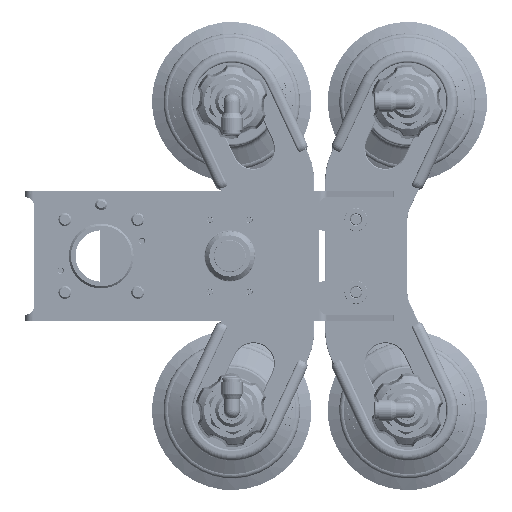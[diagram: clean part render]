
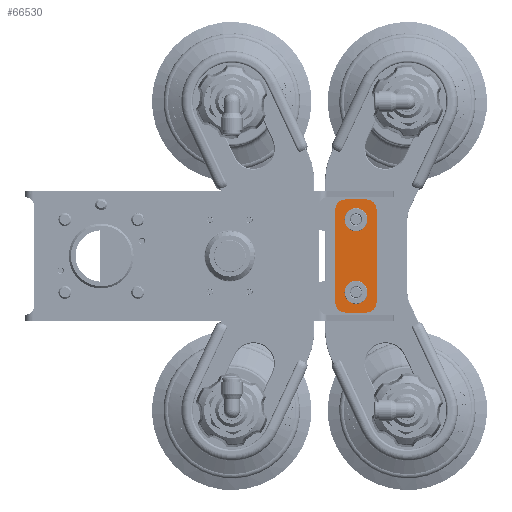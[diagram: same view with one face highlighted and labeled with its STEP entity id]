
A CAD part, front view. The second image highlights one B-rep face of the part: STEP entity #66530.
In plain terms, the highlighted face is planar.
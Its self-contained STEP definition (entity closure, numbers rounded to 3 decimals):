
#616 = VECTOR ( 'NONE', #12010, 1000. ) ;
#2957 = FACE_BOUND ( 'NONE', #53679, .T. ) ;
#3083 = VERTEX_POINT ( 'NONE', #65922 ) ;
#3179 = ORIENTED_EDGE ( 'NONE', *, *, #11271, .T. ) ;
#3717 = DIRECTION ( 'NONE',  ( 0., 0., -1. ) ) ;
#3740 = VERTEX_POINT ( 'NONE', #51830 ) ;
#4200 = VERTEX_POINT ( 'NONE', #64520 ) ;
#4517 = ORIENTED_EDGE ( 'NONE', *, *, #42767, .T. ) ;
#4878 = ORIENTED_EDGE ( 'NONE', *, *, #48080, .T. ) ;
#4881 = ORIENTED_EDGE ( 'NONE', *, *, #16234, .T. ) ;
#5787 = CARTESIAN_POINT ( 'NONE',  ( -17.678, 0., 3.175 ) ) ;
#5837 = CARTESIAN_POINT ( 'NONE',  ( 27.5, 5., 3.175 ) ) ;
#5839 = VERTEX_POINT ( 'NONE', #65850 ) ;
#5902 = DIRECTION ( 'NONE',  ( 0., 0., 1. ) ) ;
#6095 = EDGE_CURVE ( 'NONE', #14034, #69902, #52970, .T. ) ;
#6335 = LINE ( 'NONE', #12507, #25612 ) ;
#6395 = AXIS2_PLACEMENT_3D ( 'NONE', #8323, #3717, #27229 ) ;
#6817 = DIRECTION ( 'NONE',  ( -1., 0., 0. ) ) ;
#7953 = CARTESIAN_POINT ( 'NONE',  ( 22.5, -5., 3.175 ) ) ;
#8323 = CARTESIAN_POINT ( 'NONE',  ( 22.5, 5., 3.175 ) ) ;
#8346 = AXIS2_PLACEMENT_3D ( 'NONE', #64171, #11597, #57980 ) ;
#9795 = VECTOR ( 'NONE', #54676, 1000. ) ;
#11271 = EDGE_CURVE ( 'NONE', #3740, #3083, #6335, .T. ) ;
#11597 = DIRECTION ( 'NONE',  ( 0., 0., 1. ) ) ;
#12010 = DIRECTION ( 'NONE',  ( 0., 1., 0. ) ) ;
#12507 = CARTESIAN_POINT ( 'NONE',  ( -22.5, -10., 3.175 ) ) ;
#12540 = DIRECTION ( 'NONE',  ( 1., 0., 0. ) ) ;
#13287 = CIRCLE ( 'NONE', #76273, 4.4 ) ;
#13392 = CARTESIAN_POINT ( 'NONE',  ( 27.5, 5., 3.175 ) ) ;
#14034 = VERTEX_POINT ( 'NONE', #61350 ) ;
#14104 = DIRECTION ( 'NONE',  ( 0., 0., 1. ) ) ;
#16234 = EDGE_CURVE ( 'NONE', #63744, #4200, #42807, .T. ) ;
#16745 = ORIENTED_EDGE ( 'NONE', *, *, #26552, .F. ) ;
#17360 = DIRECTION ( 'NONE',  ( 0., 0., 1. ) ) ;
#17873 = DIRECTION ( 'NONE',  ( 0., 0., 1. ) ) ;
#18546 = CARTESIAN_POINT ( 'NONE',  ( -17.678, 0., 3.175 ) ) ;
#19033 = VERTEX_POINT ( 'NONE', #56788 ) ;
#19857 = EDGE_CURVE ( 'NONE', #68036, #63744, #71537, .T. ) ;
#20757 = CIRCLE ( 'NONE', #63974, 4.4 ) ;
#22039 = CARTESIAN_POINT ( 'NONE',  ( -13.278, 0., 3.175 ) ) ;
#22418 = ORIENTED_EDGE ( 'NONE', *, *, #41790, .F. ) ;
#25236 = DIRECTION ( 'NONE',  ( -1., 0., 0. ) ) ;
#25612 = VECTOR ( 'NONE', #46892, 1000. ) ;
#25681 = PLANE ( 'NONE',  #6395 ) ;
#26552 = EDGE_CURVE ( 'NONE', #36659, #5839, #13287, .T. ) ;
#27229 = DIRECTION ( 'NONE',  ( -1., 0., 0. ) ) ;
#29297 = CIRCLE ( 'NONE', #8346, 5. ) ;
#29613 = CARTESIAN_POINT ( 'NONE',  ( 13.278, 0., 3.175 ) ) ;
#30769 = CARTESIAN_POINT ( 'NONE',  ( -27.5, -5., 3.175 ) ) ;
#34152 = AXIS2_PLACEMENT_3D ( 'NONE', #46717, #17360, #65288 ) ;
#34259 = EDGE_CURVE ( 'NONE', #5839, #36659, #70914, .T. ) ;
#34749 = DIRECTION ( 'NONE',  ( 0., 0., 1. ) ) ;
#35497 = CARTESIAN_POINT ( 'NONE',  ( -27.5, 5., 3.175 ) ) ;
#36328 = DIRECTION ( 'NONE',  ( 0., 0., 1. ) ) ;
#36659 = VERTEX_POINT ( 'NONE', #29613 ) ;
#37909 = EDGE_LOOP ( 'NONE', ( #64480, #16745 ) ) ;
#38213 = AXIS2_PLACEMENT_3D ( 'NONE', #5787, #34749, #57598 ) ;
#40439 = EDGE_CURVE ( 'NONE', #19033, #57345, #69988, .T. ) ;
#41482 = EDGE_CURVE ( 'NONE', #69155, #3740, #29297, .T. ) ;
#41773 = DIRECTION ( 'NONE',  ( 1., 0., 0. ) ) ;
#41790 = EDGE_CURVE ( 'NONE', #69902, #14034, #20757, .T. ) ;
#42767 = EDGE_CURVE ( 'NONE', #57345, #69155, #61245, .T. ) ;
#42807 = CIRCLE ( 'NONE', #62617, 5. ) ;
#46398 = EDGE_CURVE ( 'NONE', #3083, #68036, #66902, .T. ) ;
#46572 = ORIENTED_EDGE ( 'NONE', *, *, #46398, .T. ) ;
#46717 = CARTESIAN_POINT ( 'NONE',  ( -22.5, 5., 3.175 ) ) ;
#46892 = DIRECTION ( 'NONE',  ( 1., 0., 0. ) ) ;
#48080 = EDGE_CURVE ( 'NONE', #4200, #19033, #54239, .T. ) ;
#50403 = FACE_OUTER_BOUND ( 'NONE', #64877, .T. ) ;
#51830 = CARTESIAN_POINT ( 'NONE',  ( -22.5, -10., 3.175 ) ) ;
#51921 = ORIENTED_EDGE ( 'NONE', *, *, #41482, .T. ) ;
#52970 = CIRCLE ( 'NONE', #38213, 4.4 ) ;
#53679 = EDGE_LOOP ( 'NONE', ( #22418, #57503 ) ) ;
#54239 = LINE ( 'NONE', #65477, #64193 ) ;
#54676 = DIRECTION ( 'NONE',  ( 0., -1., 0. ) ) ;
#56615 = FACE_BOUND ( 'NONE', #37909, .T. ) ;
#56788 = CARTESIAN_POINT ( 'NONE',  ( -22.5, 10., 3.175 ) ) ;
#57345 = VERTEX_POINT ( 'NONE', #35497 ) ;
#57346 = AXIS2_PLACEMENT_3D ( 'NONE', #69787, #63988, #12540 ) ;
#57503 = ORIENTED_EDGE ( 'NONE', *, *, #6095, .F. ) ;
#57598 = DIRECTION ( 'NONE',  ( 1., 0., 0. ) ) ;
#57980 = DIRECTION ( 'NONE',  ( 1., 0., 0. ) ) ;
#58086 = DIRECTION ( 'NONE',  ( -1., 0., 0. ) ) ;
#58830 = CARTESIAN_POINT ( 'NONE',  ( 17.678, 0., 3.175 ) ) ;
#59898 = DIRECTION ( 'NONE',  ( 1., 0., 0. ) ) ;
#60322 = CARTESIAN_POINT ( 'NONE',  ( 27.5, -5., 3.175 ) ) ;
#61245 = LINE ( 'NONE', #62013, #9795 ) ;
#61350 = CARTESIAN_POINT ( 'NONE',  ( -22.078, 0., 3.175 ) ) ;
#61951 = AXIS2_PLACEMENT_3D ( 'NONE', #7953, #14104, #6817 ) ;
#62013 = CARTESIAN_POINT ( 'NONE',  ( -27.5, 5., 3.175 ) ) ;
#62617 = AXIS2_PLACEMENT_3D ( 'NONE', #70469, #5902, #58086 ) ;
#63744 = VERTEX_POINT ( 'NONE', #13392 ) ;
#63974 = AXIS2_PLACEMENT_3D ( 'NONE', #18546, #36328, #59898 ) ;
#63988 = DIRECTION ( 'NONE',  ( 0., 0., 1. ) ) ;
#64171 = CARTESIAN_POINT ( 'NONE',  ( -22.5, -5., 3.175 ) ) ;
#64193 = VECTOR ( 'NONE', #25236, 1000. ) ;
#64480 = ORIENTED_EDGE ( 'NONE', *, *, #34259, .F. ) ;
#64520 = CARTESIAN_POINT ( 'NONE',  ( 22.5, 10., 3.175 ) ) ;
#64877 = EDGE_LOOP ( 'NONE', ( #4881, #4878, #72582, #4517, #51921, #3179, #46572, #76207 ) ) ;
#65288 = DIRECTION ( 'NONE',  ( -1., 0., 0. ) ) ;
#65477 = CARTESIAN_POINT ( 'NONE',  ( -22.5, 10., 3.175 ) ) ;
#65850 = CARTESIAN_POINT ( 'NONE',  ( 22.078, 0., 3.175 ) ) ;
#65922 = CARTESIAN_POINT ( 'NONE',  ( 22.5, -10., 3.175 ) ) ;
#66530 = ADVANCED_FACE ( 'NONE', ( #56615, #50403, #2957 ), #25681, .F. ) ;
#66902 = CIRCLE ( 'NONE', #61951, 5. ) ;
#68036 = VERTEX_POINT ( 'NONE', #60322 ) ;
#69155 = VERTEX_POINT ( 'NONE', #30769 ) ;
#69787 = CARTESIAN_POINT ( 'NONE',  ( 17.678, 0., 3.175 ) ) ;
#69902 = VERTEX_POINT ( 'NONE', #22039 ) ;
#69988 = CIRCLE ( 'NONE', #34152, 5. ) ;
#70469 = CARTESIAN_POINT ( 'NONE',  ( 22.5, 5., 3.175 ) ) ;
#70914 = CIRCLE ( 'NONE', #57346, 4.4 ) ;
#71537 = LINE ( 'NONE', #5837, #616 ) ;
#72582 = ORIENTED_EDGE ( 'NONE', *, *, #40439, .T. ) ;
#76207 = ORIENTED_EDGE ( 'NONE', *, *, #19857, .T. ) ;
#76273 = AXIS2_PLACEMENT_3D ( 'NONE', #58830, #17873, #41773 ) ;
